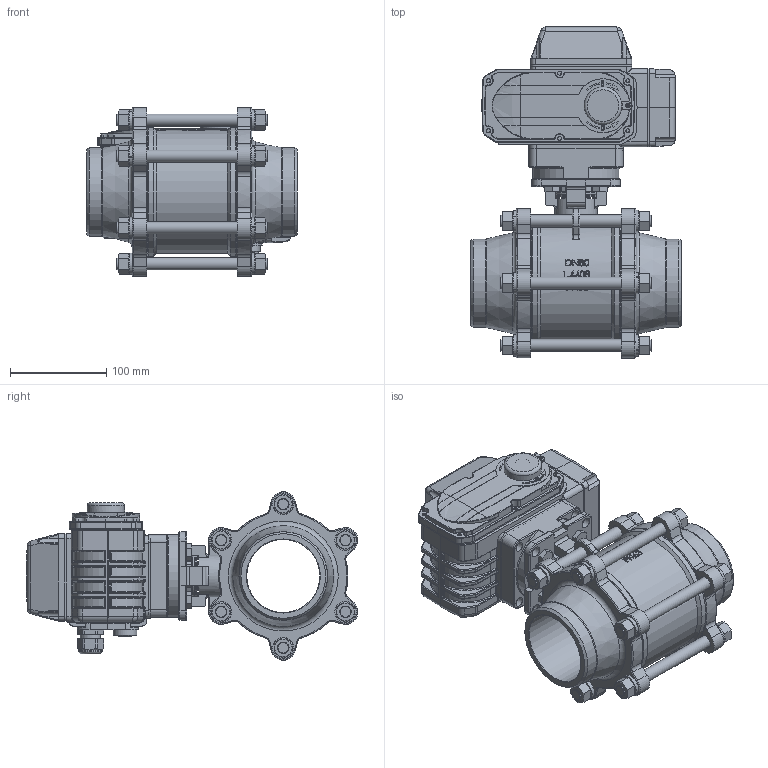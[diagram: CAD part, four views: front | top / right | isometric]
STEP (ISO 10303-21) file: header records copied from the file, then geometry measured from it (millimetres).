
FILE_DESCRIPTION(/* description */ ('Unknown'),/* implementation_level */ '2;1');
FILE_NAME(/* name */ 'AE09_10 9325-11',/* time_stamp */ '2022-11-08T09:28:12+01:00',/* author */ ('Unknown'),/* organization */ ('Unknown'),/* preprocessor_version */ 'ST-DEVELOPER v16.7',/* originating_system */ 'Solid Edge',/* authorisation */ 'Unknown');
FILE_SCHEMA (('AUTOMOTIVE_DESIGN {1 0 10303 214 3 1 1}'));
Length unit declared in the file: millimetre
Products named in the file (51): AE100-8.122.080; 8.122.080; Gewindestange; Körper_8.122.080; M8x20; AE09_AE10_(AE100_103); 癹弇羲壽; 萇蚾裔蝶菜; S倰眊极蜊婖2016-5-25; NQ10-034 梓僅啣; 盄坶1; 癹弇羲壽_0; 秶郘裔蝶菜2015蜊輛; S倰薊粣ん; 癹弇羲壽_1; NQ10-035 噩え; S型驱动盖20190829; NQ10-033 硌渀; 盄坶2; 癹弇羲壽_2; 萇蚾裔; S型电动执行机构直装平视20190830; S倰眊极蜊婖2016-5-25_0; 驱动盖组件; S型驱动盖20190829_0; 驱动盖胶垫; 萇蚾窒璃; 癹弇羲壽_3; 癹弇羲壽笢潔輸; NQ10-034 梓僅啣_0; NQ10-033 硌渀_0; 秶郘裔郪璃; S倰秶郘裔 蜊; 秶郘裔蝶菜2015蜊輛_0; 萇蚾裔窒璃; 萇蚾裔_0; 萇蚾裔蝶菜_0; NQ10-035 噩え_0; NQ10-037 忒雄紱釬諳裔; 盄坶 ...
Assembly tree (61 placements, depth 5):
  AE100-8.122.080
    8.122.080
      Gewindestange  x6
      Körper_8.122.080
    M8x20  x4
    AE09_AE10_(AE100_103)
      癹弇羲壽
      萇蚾裔蝶菜
      S倰眊极蜊婖2016-5-25
      NQ10-034 梓僅啣
      盄坶1
      癹弇羲壽_0
      秶郘裔蝶菜2015蜊輛
      S倰薊粣ん
      癹弇羲壽_1
      NQ10-035 噩え
      S型驱动盖20190829
      NQ10-033 硌渀
      盄坶2
      癹弇羲壽_2
      萇蚾裔
      S型电动执行机构直装平视20190830
        S倰眊极蜊婖2016-5-25_0
        驱动盖组件
          S型驱动盖20190829_0
          驱动盖胶垫
        萇蚾窒璃
          癹弇羲壽_3  x4
          癹弇羲壽笢潔輸
        NQ10-034 梓僅啣_0
        NQ10-033 硌渀_0
        秶郘裔郪璃
          S倰秶郘裔 蜊
          秶郘裔蝶菜2015蜊輛_0
        萇蚾裔窒璃
          萇蚾裔_0
          萇蚾裔蝶菜_0
          NQ10-035 噩え_0
        NQ10-037 忒雄紱釬諳裔
        盄坶
          盄坶1_0
          盄坶2_0
        盄黑
        S倰薊粣ん_0
        假蚾啣
      假蚾啣_0
      癹弇羲壽笢潔輸_0
      NQ10-037 忒雄紱釬諳裔_0
      驱动盖胶垫_0
      S倰秶郘裔 蜊_0
      盄黑_0
Bounding box: 219 x 345.14 x 175.3 mm (x, y, z)
Volume: 3243728.5 mm3; surface area: 560694.5 mm2
Topology: 40 solids, 40 shells, 3427 faces, 8949 edges, 5704 vertices
Faces by surface type: plane 1587, cylinder 1090, bspline 377, torus 234, cone 98, sphere 41
Full cylindrical faces by diameter (mm): 2.5 x7, 3 x8, 3.2 x12, 3.3 x15, 3.5 x1, 4.2 x7, 4.5 x8, 4.8 x14, 5 x13, 5.5 x6, 6 x2, 6.5 x4, 6.8 x10, 8 x5, 8.5 x4, 10 x4, 11 x4, 12 x12, 12.3 x1, 12.7 x6, 13.2 x1, 13.5 x1, 13.8 x1, 14 x3, 15 x13, 18.7 x1, 19 x2, 19.16 x1, 20 x1, 21 x3
Entity records: 141799 total; most frequent: CARTESIAN_POINT 60478, ORIENTED_EDGE 15362, DIRECTION 14555, EDGE_CURVE 7681, AXIS2_PLACEMENT_3D 5228, VERTEX_POINT 5080, LINE 4099, VECTOR 4099
